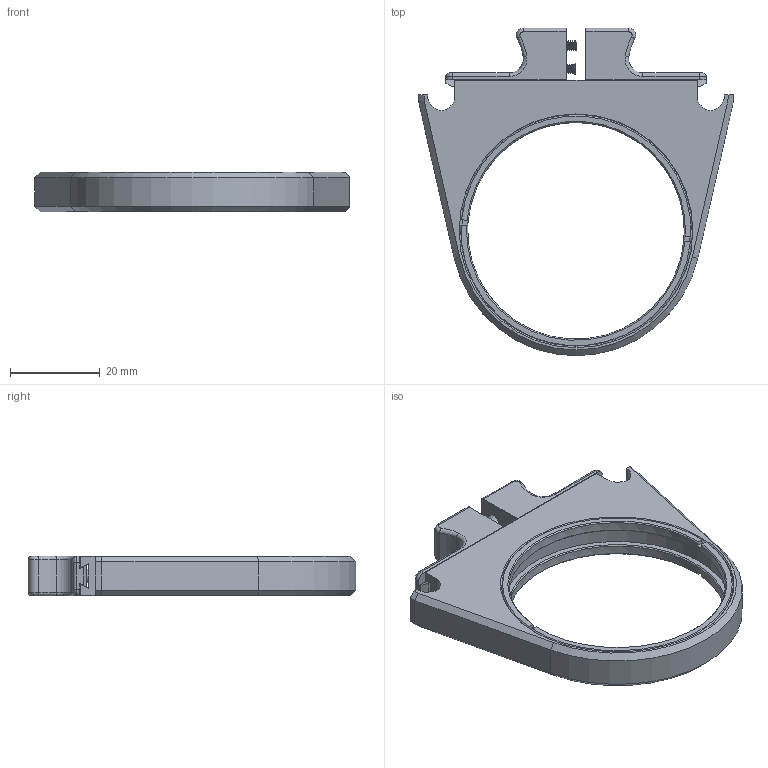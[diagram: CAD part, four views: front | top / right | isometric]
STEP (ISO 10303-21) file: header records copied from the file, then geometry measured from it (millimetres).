
FILE_DESCRIPTION (( 'STEP AP203' ), '1' );
FILE_NAME ('530139.STEP', '2025-05-07T03:43:23', ( 'Windows User' ), ( 'P R C' ), 'SwSTEP 2.0', 'SolidWorks 2020', '' );
FILE_SCHEMA (( 'CONFIG_CONTROL_DESIGN' ));
Length unit declared in the file: millimetre
Products named in the file (1): 530139
Bounding box: 70.1 x 72.93 x 8.89 mm (x, y, z)
Surface area: 11045.7 mm2 (no closed solid volume)
Topology: 0 solids, 13 shells, 189 faces, 464 edges, 301 vertices
Faces by surface type: plane 101, cylinder 44, cone 22, bspline 22
Full cylindrical faces by diameter (mm): 2.5 x2, 3 x2, 3.175 x4, 48.3 x2, 51.05 x1, 51.689 x2
Entity records: 12097 total; most frequent: CARTESIAN_POINT 7850, ORIENTED_EDGE 850, DIRECTION 828, EDGE_CURVE 430, AXIS2_PLACEMENT_3D 298, VERTEX_POINT 292, VECTOR 232, LINE 232
